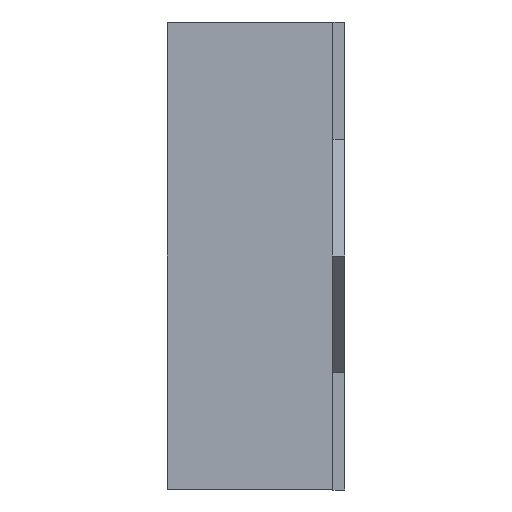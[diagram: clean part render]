
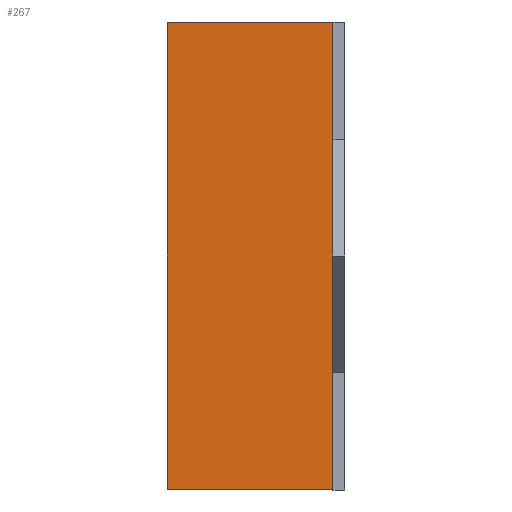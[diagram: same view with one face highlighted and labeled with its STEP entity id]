
A CAD part, left-side view. The second image highlights one B-rep face of the part: STEP entity #267.
In plain terms, the highlighted planar face has unit normal (-1, 0, 0).
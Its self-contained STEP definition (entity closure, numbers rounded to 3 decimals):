
#2 = PLANE ( 'NONE',  #1020 ) ;
#5 = VERTEX_POINT ( 'NONE', #1053 ) ;
#8 = LINE ( 'NONE', #402, #76 ) ;
#62 = DIRECTION ( 'NONE',  ( 0., 0., 1. ) ) ;
#76 = VECTOR ( 'NONE', #935, 1000. ) ;
#162 = VERTEX_POINT ( 'NONE', #691 ) ;
#179 = VERTEX_POINT ( 'NONE', #700 ) ;
#236 = VECTOR ( 'NONE', #62, 1000. ) ;
#267 = ADVANCED_FACE ( 'NONE', ( #530 ), #2, .T. ) ;
#286 = EDGE_CURVE ( 'NONE', #179, #162, #1160, .T. ) ;
#302 = ORIENTED_EDGE ( 'NONE', *, *, #784, .T. ) ;
#315 = DIRECTION ( 'NONE',  ( 0., 0., 1. ) ) ;
#389 = VECTOR ( 'NONE', #451, 1000. ) ;
#402 = CARTESIAN_POINT ( 'NONE',  ( -1., 0., -1. ) ) ;
#404 = CARTESIAN_POINT ( 'NONE',  ( -1., 0., -1. ) ) ;
#451 = DIRECTION ( 'NONE',  ( 0., 0., 1. ) ) ;
#502 = EDGE_CURVE ( 'NONE', #673, #5, #8, .T. ) ;
#530 = FACE_OUTER_BOUND ( 'NONE', #642, .T. ) ;
#569 = CARTESIAN_POINT ( 'NONE',  ( -1., 0.355, -0.5 ) ) ;
#642 = EDGE_LOOP ( 'NONE', ( #736, #1101, #302, #1028 ) ) ;
#673 = VERTEX_POINT ( 'NONE', #1002 ) ;
#691 = CARTESIAN_POINT ( 'NONE',  ( -1., 0.355, 0. ) ) ;
#700 = CARTESIAN_POINT ( 'NONE',  ( -1., 0., 0. ) ) ;
#736 = ORIENTED_EDGE ( 'NONE', *, *, #901, .F. ) ;
#784 = EDGE_CURVE ( 'NONE', #5, #179, #1184, .T. ) ;
#845 = DIRECTION ( 'NONE',  ( -1., 0., 0. ) ) ;
#901 = EDGE_CURVE ( 'NONE', #673, #162, #994, .T. ) ;
#935 = DIRECTION ( 'NONE',  ( 0., -1., 0. ) ) ;
#977 = DIRECTION ( 'NONE',  ( 0., 1., 0. ) ) ;
#978 = VECTOR ( 'NONE', #977, 1000. ) ;
#994 = LINE ( 'NONE', #569, #236 ) ;
#1002 = CARTESIAN_POINT ( 'NONE',  ( -1., 0.355, -1. ) ) ;
#1020 = AXIS2_PLACEMENT_3D ( 'NONE', #404, #845, #315 ) ;
#1028 = ORIENTED_EDGE ( 'NONE', *, *, #286, .T. ) ;
#1053 = CARTESIAN_POINT ( 'NONE',  ( -1., 0., -1. ) ) ;
#1080 = CARTESIAN_POINT ( 'NONE',  ( -1., 0., 0. ) ) ;
#1101 = ORIENTED_EDGE ( 'NONE', *, *, #502, .T. ) ;
#1160 = LINE ( 'NONE', #1080, #978 ) ;
#1173 = CARTESIAN_POINT ( 'NONE',  ( -1., 0., -1. ) ) ;
#1184 = LINE ( 'NONE', #1173, #389 ) ;
